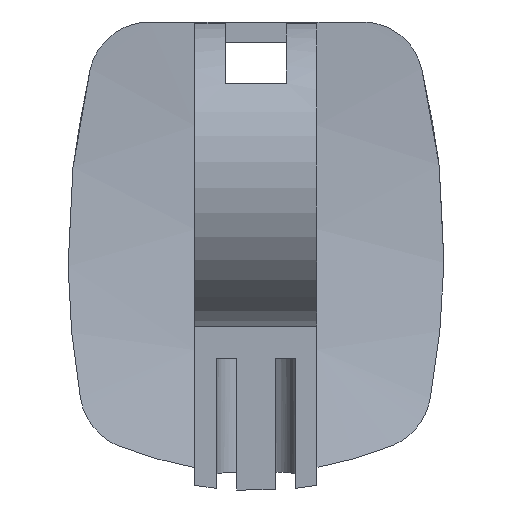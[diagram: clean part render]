
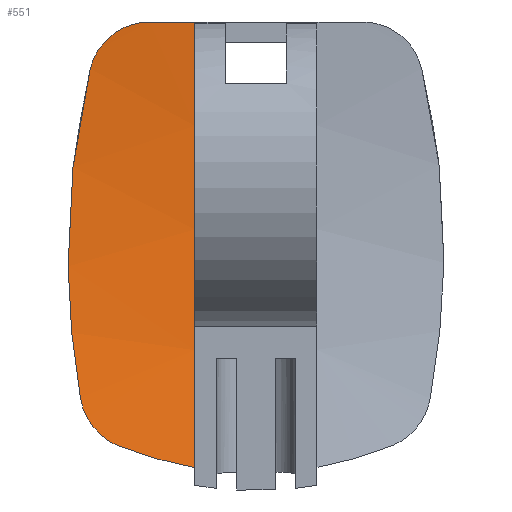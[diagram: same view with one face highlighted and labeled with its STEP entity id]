
A CAD part, front view. The second image highlights one B-rep face of the part: STEP entity #551.
In plain terms, the highlighted free-form (B-spline) face has degree [3, 1] with [4, 2] control points.
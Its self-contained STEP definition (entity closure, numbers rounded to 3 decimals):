
#25 = CARTESIAN_POINT ( 'NONE',  ( -9.065, 9.499, 3.793 ) ) ;
#32 = CARTESIAN_POINT ( 'NONE',  ( -7.647, 7.131, -8.745 ) ) ;
#36 = CARTESIAN_POINT ( 'NONE',  ( -5.547, 9.615, 11.5 ) ) ;
#63 = CARTESIAN_POINT ( 'NONE',  ( -5.21, 9.615, 11.5 ) ) ;
#80 = B_SPLINE_SURFACE_WITH_KNOTS ( 'NONE', 3, 1, ( 
 ( #624, #305 ),
 ( #1095, #285 ),
 ( #1162, #1313 ),
 ( #354, #1677 ) ),
 .UNSPECIFIED., .F., .F., .F.,
 ( 4, 4 ),
 ( 2, 2 ),
 ( 0.072, 0.911 ),
 ( 0., 1. ),
 .UNSPECIFIED. ) ;
#91 = CARTESIAN_POINT ( 'NONE',  ( -6.75, 6.946, -9.304 ) ) ;
#107 = CARTESIAN_POINT ( 'NONE',  ( -6.75, 6.946, -9.304 ) ) ;
#111 = VERTEX_POINT ( 'NONE', #994 ) ;
#175 = B_SPLINE_CURVE_WITH_KNOTS ( 'NONE', 3,
 ( #63, #36, #1968, #357, #845, #528, #1025, #2004, #992, #517 ),
 .UNSPECIFIED., .F., .F.,
 ( 4, 2, 2, 2, 4 ),
 ( 0., 0.001, 0.002, 0.003, 0.004 ),
 .UNSPECIFIED. ) ;
#201 = ORIENTED_EDGE ( 'NONE', *, *, #1842, .T. ) ;
#227 = CARTESIAN_POINT ( 'NONE',  ( -9.158, 8.729, -2.328 ) ) ;
#251 = ORIENTED_EDGE ( 'NONE', *, *, #896, .T. ) ;
#282 = CARTESIAN_POINT ( 'NONE',  ( -4.298, 6.653, -10.149 ) ) ;
#285 = CARTESIAN_POINT ( 'NONE',  ( -3., 9.114, -3.493 ) ) ;
#305 = CARTESIAN_POINT ( 'NONE',  ( -3., 6.523, -10.502 ) ) ;
#321 = VECTOR ( 'NONE', #1453, 1000. ) ;
#337 = CARTESIAN_POINT ( 'NONE',  ( -8.126, 9.661, 9.204 ) ) ;
#354 = CARTESIAN_POINT ( 'NONE',  ( -9.298, 9.615, 11.5 ) ) ;
#357 = CARTESIAN_POINT ( 'NONE',  ( -6.51, 9.624, 11.225 ) ) ;
#370 = CARTESIAN_POINT ( 'NONE',  ( -8.839, 8.034, -5.649 ) ) ;
#382 = CARTESIAN_POINT ( 'NONE',  ( -9.227, 9.054, -0.303 ) ) ;
#427 = CARTESIAN_POINT ( 'NONE',  ( -7.001, 6.98, -9.205 ) ) ;
#446 = FACE_OUTER_BOUND ( 'NONE', #493, .T. ) ;
#493 = EDGE_LOOP ( 'NONE', ( #1052, #1477, #251, #850, #604, #201 ) ) ;
#507 = VERTEX_POINT ( 'NONE', #1762 ) ;
#509 = CARTESIAN_POINT ( 'NONE',  ( -8.793, 9.605, 5.834 ) ) ;
#517 = CARTESIAN_POINT ( 'NONE',  ( -8.126, 9.661, 9.204 ) ) ;
#528 = CARTESIAN_POINT ( 'NONE',  ( -7.329, 9.64, 10.65 ) ) ;
#540 = CARTESIAN_POINT ( 'NONE',  ( -8.572, 7.599, -7.207 ) ) ;
#551 = ADVANCED_FACE ( 'NONE', ( #446 ), #80, .F. ) ;
#604 = ORIENTED_EDGE ( 'NONE', *, *, #1455, .T. ) ;
#608 = CARTESIAN_POINT ( 'NONE',  ( -3., 9.615, 11.5 ) ) ;
#624 = CARTESIAN_POINT ( 'NONE',  ( -9.298, 6.523, -10.502 ) ) ;
#633 = CARTESIAN_POINT ( 'NONE',  ( -8.157, 7.317, -8.157 ) ) ;
#657 = EDGE_CURVE ( 'NONE', #697, #507, #1406, .T. ) ;
#679 = CARTESIAN_POINT ( 'NONE',  ( -8.287, 9.665, 8.537 ) ) ;
#686 = CARTESIAN_POINT ( 'NONE',  ( -8.616, 7.671, -6.95 ) ) ;
#697 = VERTEX_POINT ( 'NONE', #1889 ) ;
#709 = CARTESIAN_POINT ( 'NONE',  ( -9.227, 9.146, 0.379 ) ) ;
#713 = VERTEX_POINT ( 'NONE', #608 ) ;
#734 = CARTESIAN_POINT ( 'NONE',  ( -3., 6.569, -10.377 ) ) ;
#796 = CARTESIAN_POINT ( 'NONE',  ( -9.76, 9.615, 11.5 ) ) ;
#836 = CARTESIAN_POINT ( 'NONE',  ( -9.192, 8.845, -1.656 ) ) ;
#845 = CARTESIAN_POINT ( 'NONE',  ( -6.801, 9.629, 11.065 ) ) ;
#850 = ORIENTED_EDGE ( 'NONE', *, *, #657, .T. ) ;
#892 = CARTESIAN_POINT ( 'NONE',  ( -8.126, 9.661, 9.204 ) ) ;
#896 = EDGE_CURVE ( 'NONE', #1634, #697, #1520, .T. ) ;
#906 = EDGE_CURVE ( 'NONE', #111, #1634, #175, .T. ) ;
#917 = CARTESIAN_POINT ( 'NONE',  ( -5.544, 6.785, -9.782 ) ) ;
#992 = CARTESIAN_POINT ( 'NONE',  ( -8.047, 9.659, 9.532 ) ) ;
#994 = CARTESIAN_POINT ( 'NONE',  ( -5.21, 9.615, 11.5 ) ) ;
#1025 = CARTESIAN_POINT ( 'NONE',  ( -7.553, 9.646, 10.404 ) ) ;
#1052 = ORIENTED_EDGE ( 'NONE', *, *, #2089, .T. ) ;
#1067 = B_SPLINE_CURVE_WITH_KNOTS ( 'NONE', 3,
 ( #1394, #1738, #2041, #1587 ),
 .UNSPECIFIED., .F., .F.,
 ( 4, 4 ),
 ( 0.077, 0.911 ),
 .UNSPECIFIED. ) ;
#1070 = CARTESIAN_POINT ( 'NONE',  ( -7.231, 7.024, -9.074 ) ) ;
#1095 = CARTESIAN_POINT ( 'NONE',  ( -9.298, 9.114, -3.493 ) ) ;
#1112 = CARTESIAN_POINT ( 'NONE',  ( -3., 6.569, -10.377 ) ) ;
#1162 = CARTESIAN_POINT ( 'NONE',  ( -9.298, 9.872, 4.061 ) ) ;
#1224 = CARTESIAN_POINT ( 'NONE',  ( -8.616, 7.671, -6.95 ) ) ;
#1284 = LINE ( 'NONE', #796, #321 ) ;
#1313 = CARTESIAN_POINT ( 'NONE',  ( -3., 9.872, 4.061 ) ) ;
#1326 = CARTESIAN_POINT ( 'NONE',  ( -9.006, 8.342, -4.331 ) ) ;
#1394 = CARTESIAN_POINT ( 'NONE',  ( -3., 6.569, -10.377 ) ) ;
#1406 = B_SPLINE_CURVE_WITH_KNOTS ( 'NONE', 3,
 ( #1224, #540, #1834, #1419, #633, #1697, #1481, #32, #2059, #1070, #427, #107 ),
 .UNSPECIFIED., .F., .F.,
 ( 4, 2, 2, 2, 2, 4 ),
 ( 0., 0.001, 0.002, 0.002, 0.002, 0.003 ),
 .UNSPECIFIED. ) ;
#1419 = CARTESIAN_POINT ( 'NONE',  ( -8.291, 7.387, -7.929 ) ) ;
#1453 = DIRECTION ( 'NONE',  ( -1., 0., 0. ) ) ;
#1455 = EDGE_CURVE ( 'NONE', #507, #1975, #1494, .T. ) ;
#1477 = ORIENTED_EDGE ( 'NONE', *, *, #906, .T. ) ;
#1481 = CARTESIAN_POINT ( 'NONE',  ( -7.832, 7.19, -8.561 ) ) ;
#1486 = CARTESIAN_POINT ( 'NONE',  ( -8.684, 9.63, 6.515 ) ) ;
#1494 = B_SPLINE_CURVE_WITH_KNOTS ( 'NONE', 3,
 ( #91, #917, #282, #734 ),
 .UNSPECIFIED., .F., .F.,
 ( 4, 4 ),
 ( 0.002, 0.006 ),
 .UNSPECIFIED. ) ;
#1520 = B_SPLINE_CURVE_WITH_KNOTS ( 'NONE', 3,
 ( #337, #679, #1681, #1486, #509, #25, #1814, #709, #382, #836, #227, #1326, #370, #686 ),
 .UNSPECIFIED., .F., .F.,
 ( 4, 2, 2, 2, 2, 2, 4 ),
 ( 0.002, 0.004, 0.006, 0.011, 0.013, 0.015, 0.019 ),
 .UNSPECIFIED. ) ;
#1587 = CARTESIAN_POINT ( 'NONE',  ( -3., 9.615, 11.5 ) ) ;
#1634 = VERTEX_POINT ( 'NONE', #892 ) ;
#1677 = CARTESIAN_POINT ( 'NONE',  ( -3., 9.615, 11.5 ) ) ;
#1681 = CARTESIAN_POINT ( 'NONE',  ( -8.431, 9.659, 7.866 ) ) ;
#1697 = CARTESIAN_POINT ( 'NONE',  ( -7.918, 7.221, -8.464 ) ) ;
#1738 = CARTESIAN_POINT ( 'NONE',  ( -3., 9.123, -3.402 ) ) ;
#1762 = CARTESIAN_POINT ( 'NONE',  ( -6.75, 6.946, -9.304 ) ) ;
#1814 = CARTESIAN_POINT ( 'NONE',  ( -9.173, 9.387, 2.429 ) ) ;
#1834 = CARTESIAN_POINT ( 'NONE',  ( -8.498, 7.528, -7.455 ) ) ;
#1842 = EDGE_CURVE ( 'NONE', #1975, #713, #1067, .T. ) ;
#1889 = CARTESIAN_POINT ( 'NONE',  ( -8.616, 7.671, -6.95 ) ) ;
#1968 = CARTESIAN_POINT ( 'NONE',  ( -5.874, 9.617, 11.445 ) ) ;
#1975 = VERTEX_POINT ( 'NONE', #1112 ) ;
#2004 = CARTESIAN_POINT ( 'NONE',  ( -7.916, 9.656, 9.838 ) ) ;
#2041 = CARTESIAN_POINT ( 'NONE',  ( -3., 9.87, 4.105 ) ) ;
#2059 = CARTESIAN_POINT ( 'NONE',  ( -7.547, 7.102, -8.833 ) ) ;
#2089 = EDGE_CURVE ( 'NONE', #713, #111, #1284, .T. ) ;
